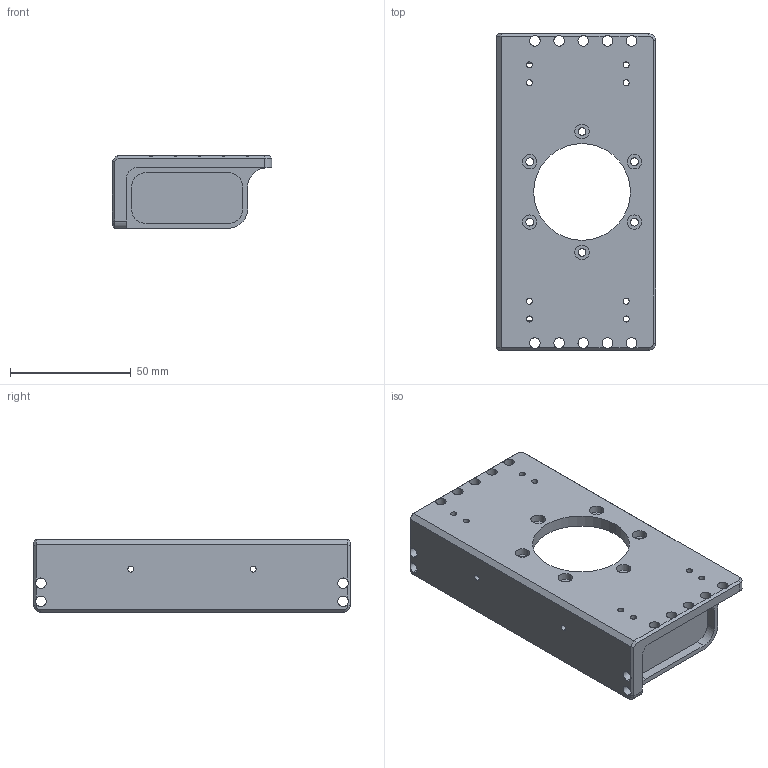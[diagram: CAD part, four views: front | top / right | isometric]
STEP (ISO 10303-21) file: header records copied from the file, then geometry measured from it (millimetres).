
FILE_DESCRIPTION (( 'STEP AP214' ), '1' );
FILE_NAME ('¼ç°ò.STEP', '2025-05-17T13:13:48', ( 'wsy' ), ( '' ), 'SwSTEP 2.0', 'SolidWorks 2020', '' );
FILE_SCHEMA (( 'AUTOMOTIVE_DESIGN' ));
Length unit declared in the file: millimetre
Products named in the file (1): 潛基
Bounding box: 66 x 131 x 30 mm (x, y, z)
Volume: 62711.6 mm3; surface area: 30707.6 mm2
Topology: 1 solids, 1 shells, 143 faces, 441 edges, 290 vertices
Faces by surface type: cylinder 94, plane 41, cone 8
Entity records: 5417 total; most frequent: CARTESIAN_POINT 949, DIRECTION 927, ORIENTED_EDGE 882, EDGE_CURVE 441, AXIS2_PLACEMENT_3D 360, VERTEX_POINT 290, CIRCLE 216, LINE 207
